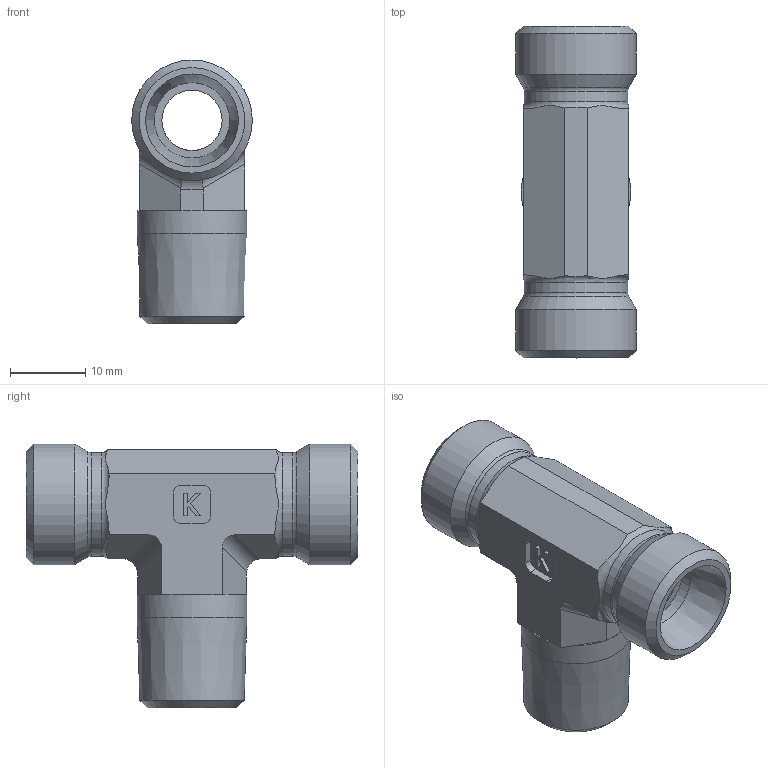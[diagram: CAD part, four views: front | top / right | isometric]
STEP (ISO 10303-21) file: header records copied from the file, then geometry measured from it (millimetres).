
FILE_DESCRIPTION((''),'2;1');
FILE_NAME('26002101416.stp','2014-08-22T14:38:52',(''),('KNOMI spol. s r. o.'),'Autodesk Inventor 2012','Autodesk Inventor 2012','');
FILE_SCHEMA(('AUTOMOTIVE_DESIGN { 1 2 10303 214 0 1 1 1 }'));
Length unit declared in the file: millimetre
Products named in the file (1): THCM2 10LMkuž M14K/M16
Bounding box: 16 x 44 x 35 mm (x, y, z)
Volume: 7295.2 mm3; surface area: 4932.8 mm2
Topology: 1 solids, 1 shells, 96 faces, 247 edges, 157 vertices
Faces by surface type: plane 64, cylinder 19, cone 9, torus 4
Full cylindrical faces by diameter (mm): 7 x1, 8 x1, 10 x2, 13.7 x2, 14.532 x1, 16 x2
Entity records: 2860 total; most frequent: CARTESIAN_POINT 626, DIRECTION 464, ORIENTED_EDGE 428, EDGE_CURVE 214, AXIS2_PLACEMENT_3D 170, VERTEX_POINT 146, EDGE_LOOP 126, VECTOR 124
